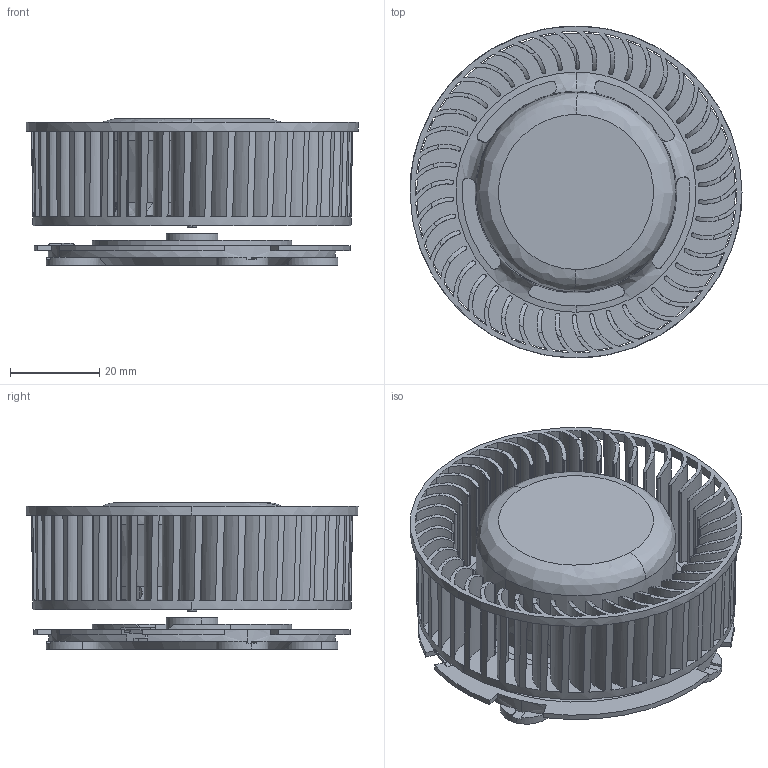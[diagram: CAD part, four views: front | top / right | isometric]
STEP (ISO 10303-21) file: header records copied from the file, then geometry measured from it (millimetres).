
FILE_DESCRIPTION (( 'STEP AP214' ), '1' );
FILE_NAME ('7532.STEP', '2017-02-07T06:25:08', ( '微软正版' ), ( '微软' ), 'SwSTEP 2.0', 'SolidWorks 2014', '' );
FILE_SCHEMA (( 'AUTOMOTIVE_DESIGN' ));
Length unit declared in the file: millimetre
Products named in the file (3): 7532; 7532-1
Assembly tree (2 placements, depth 2):
  7532
    7532
    7532-1
Bounding box: 74.4 x 74.4 x 32.8 mm (x, y, z)
Volume: 29749.2 mm3; surface area: 44899.5 mm2
Topology: 2 solids, 2 shells, 562 faces, 1826 edges, 1183 vertices
Faces by surface type: cylinder 410, plane 81, bspline 61, cone 10
Entity records: 25255 total; most frequent: CARTESIAN_POINT 10245, ORIENTED_EDGE 3652, DIRECTION 2642, EDGE_CURVE 1826, VERTEX_POINT 1183, AXIS2_PLACEMENT_3D 1067, B_SPLINE_CURVE_WITH_KNOTS 732, EDGE_LOOP 583
